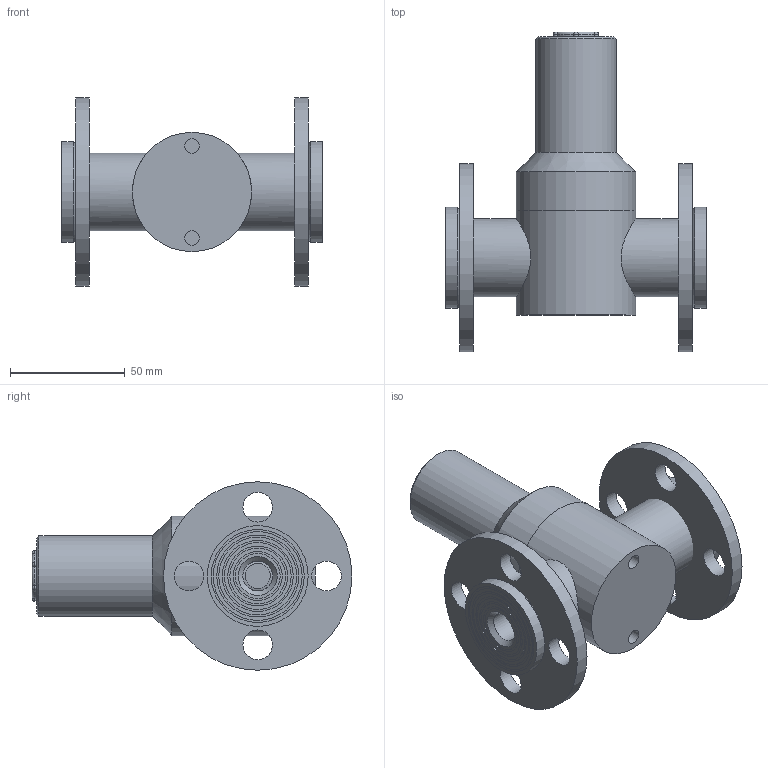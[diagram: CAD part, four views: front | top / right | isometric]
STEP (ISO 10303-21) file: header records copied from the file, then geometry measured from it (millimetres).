
FILE_DESCRIPTION (( 'STEP AP214' ), '1' );
FILE_NAME ('1-2-1104-1X-150.STEP', '2019-10-28T11:12:32', ( '' ), ( '' ), 'SwSTEP 2.0', 'SolidWorks 2020', '' );
FILE_SCHEMA (( 'AUTOMOTIVE_DESIGN' ));
Length unit declared in the file: millimetre
Products named in the file (6): 20mm Fusion Stub; PVC Bonnet all size_20mm GFPP; 1-2-1104-1X-150; 16mm Fusion weld body - PS-90-146; 20mm cap; 1-2 inch ANSI 150  SS BR
Assembly tree (7 placements, depth 2):
  1-2-1104-1X-150
    16mm Fusion weld body - PS-90-146
    20mm Fusion Stub  x2
    1-2 inch ANSI 150  SS BR  x2
    PVC Bonnet all size_20mm GFPP
    20mm cap
Bounding box: 113.6 x 139.48 x 82.15 mm (x, y, z)
Volume: 305452.4 mm3; surface area: 68510.3 mm2
Topology: 7 solids, 7 shells, 135 faces, 251 edges, 162 vertices
Faces by surface type: cylinder 65, plane 52, torus 8, cone 7, bspline 3
Full cylindrical faces by diameter (mm): 6.35 x2, 11 x2, 12 x1, 12.923 x8, 13 x2, 19.548 x2, 21.348 x2, 24.348 x2, 25 x1, 26.148 x2, 27 x1, 29.148 x2, 30.948 x2, 31 x1, 32.308 x2, 33.948 x2, 34 x2, 35 x1, 35.182 x1, 35.748 x2, 38.748 x2, 40.548 x2, 44 x2, 52 x2, 82.154 x2
Entity records: 4008 total; most frequent: CARTESIAN_POINT 1887, DIRECTION 424, ORIENTED_EDGE 268, AXIS2_PLACEMENT_3D 202, EDGE_LOOP 176, FACE_OUTER_BOUND 138, EDGE_CURVE 134, VERTEX_POINT 110
